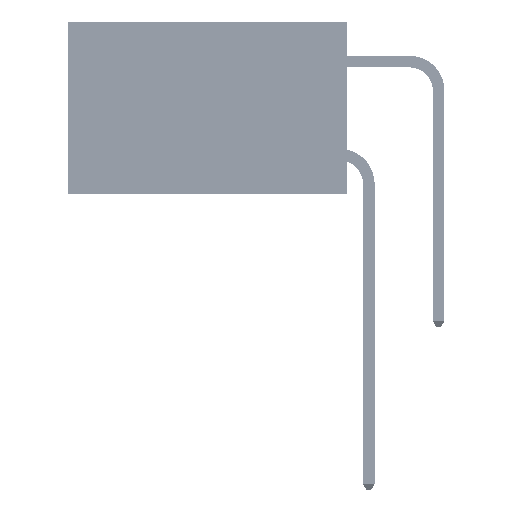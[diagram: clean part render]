
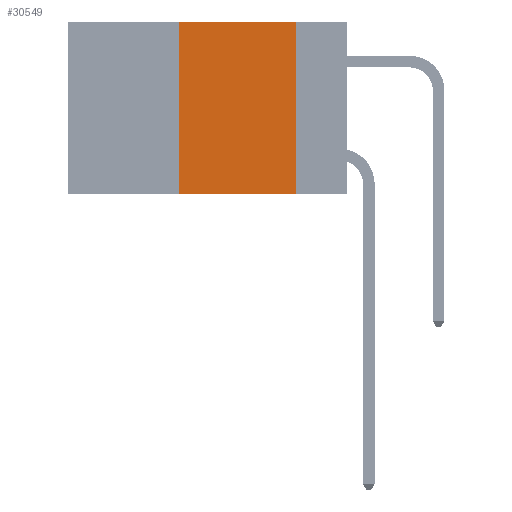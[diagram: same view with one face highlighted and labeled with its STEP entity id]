
A CAD part, left-side view. The second image highlights one B-rep face of the part: STEP entity #30549.
In plain terms, the highlighted planar face has unit normal (-1, 0, 0).
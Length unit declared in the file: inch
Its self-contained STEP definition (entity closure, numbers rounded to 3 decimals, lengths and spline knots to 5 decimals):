
#274 = LINE ( 'NONE', #38636, #25898 ) ;
#631 = EDGE_CURVE ( 'NONE', #34653, #2419, #21882, .T. ) ;
#2419 = VERTEX_POINT ( 'NONE', #24715 ) ;
#3032 = ORIENTED_EDGE ( 'NONE', *, *, #43530, .F. ) ;
#3863 = CARTESIAN_POINT ( 'NONE',  ( 0., 0.36, -0.37 ) ) ;
#5200 = DIRECTION ( 'NONE',  ( 0., 0., -1. ) ) ;
#6599 = VECTOR ( 'NONE', #39380, 39.37008 ) ;
#6899 = CARTESIAN_POINT ( 'NONE',  ( 0., 0.6, 0. ) ) ;
#9010 = AXIS2_PLACEMENT_3D ( 'NONE', #22742, #11475, #11795 ) ;
#9294 = VERTEX_POINT ( 'NONE', #20523 ) ;
#9308 = VECTOR ( 'NONE', #5200, 39.37008 ) ;
#9345 = ORIENTED_EDGE ( 'NONE', *, *, #20942, .T. ) ;
#10481 = LINE ( 'NONE', #30480, #9308 ) ;
#11475 = DIRECTION ( 'NONE',  ( 1., 0., 0. ) ) ;
#11795 = DIRECTION ( 'NONE',  ( 0., 0., -1. ) ) ;
#15184 = LINE ( 'NONE', #6899, #6599 ) ;
#17157 = ORIENTED_EDGE ( 'NONE', *, *, #21443, .F. ) ;
#20523 = CARTESIAN_POINT ( 'NONE',  ( 0., 0.11, 0. ) ) ;
#20942 = EDGE_CURVE ( 'NONE', #34653, #35579, #274, .T. ) ;
#21443 = EDGE_CURVE ( 'NONE', #9294, #35579, #10481, .T. ) ;
#21882 = LINE ( 'NONE', #26137, #45247 ) ;
#22742 = CARTESIAN_POINT ( 'NONE',  ( 0., 0.6, 0. ) ) ;
#23050 = CARTESIAN_POINT ( 'NONE',  ( 0., 0.11, -0.37 ) ) ;
#24715 = CARTESIAN_POINT ( 'NONE',  ( 0., 0.36, 0. ) ) ;
#25898 = VECTOR ( 'NONE', #41834, 39.37008 ) ;
#26137 = CARTESIAN_POINT ( 'NONE',  ( 0., 0.36, 0. ) ) ;
#27454 = EDGE_LOOP ( 'NONE', ( #17157, #3032, #31593, #9345 ) ) ;
#29793 = DIRECTION ( 'NONE',  ( 0., 0., 1. ) ) ;
#30480 = CARTESIAN_POINT ( 'NONE',  ( 0., 0.11, 0. ) ) ;
#30549 = ADVANCED_FACE ( 'NONE', ( #43601 ), #44076, .F. ) ;
#31593 = ORIENTED_EDGE ( 'NONE', *, *, #631, .F. ) ;
#34653 = VERTEX_POINT ( 'NONE', #3863 ) ;
#35579 = VERTEX_POINT ( 'NONE', #23050 ) ;
#38636 = CARTESIAN_POINT ( 'NONE',  ( 0., 0.6, -0.37 ) ) ;
#39380 = DIRECTION ( 'NONE',  ( 0., -1., 0. ) ) ;
#41834 = DIRECTION ( 'NONE',  ( 0., -1., 0. ) ) ;
#43530 = EDGE_CURVE ( 'NONE', #2419, #9294, #15184, .T. ) ;
#43601 = FACE_OUTER_BOUND ( 'NONE', #27454, .T. ) ;
#44076 = PLANE ( 'NONE',  #9010 ) ;
#45247 = VECTOR ( 'NONE', #29793, 39.37008 ) ;
